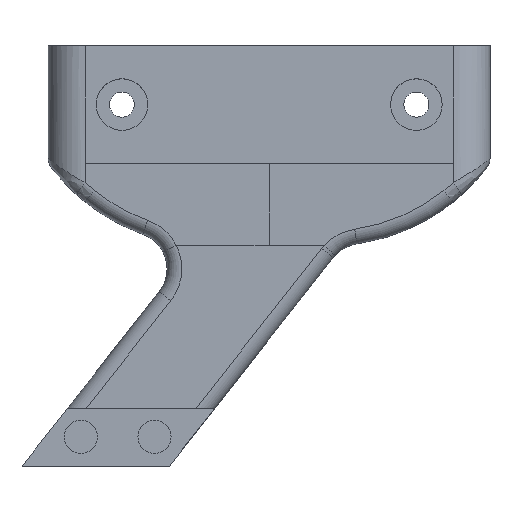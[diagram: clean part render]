
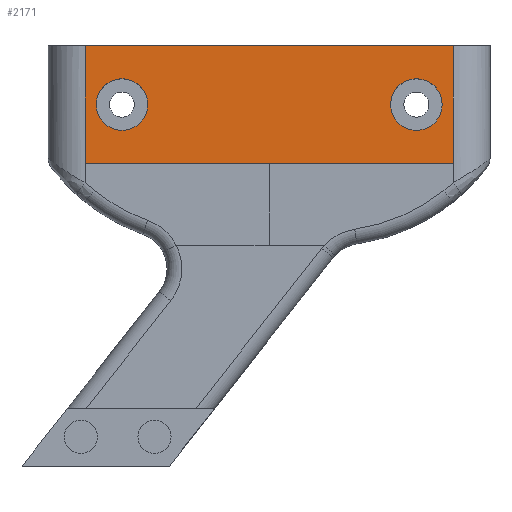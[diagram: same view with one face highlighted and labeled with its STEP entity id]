
A CAD part, top view. The second image highlights one B-rep face of the part: STEP entity #2171.
In plain terms, the highlighted planar face has unit normal (0, 0, 1).
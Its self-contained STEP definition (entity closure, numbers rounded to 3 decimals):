
#469 = PLANE('',#470);
#470 = AXIS2_PLACEMENT_3D('',#471,#472,#473);
#471 = CARTESIAN_POINT('',(13.23,-20.486,10.));
#472 = DIRECTION('',(0.,0.,1.));
#473 = DIRECTION('',(0.,1.,0.));
#781 = CYLINDRICAL_SURFACE('',#782,5.);
#782 = AXIS2_PLACEMENT_3D('',#783,#784,#785);
#783 = CARTESIAN_POINT('',(25.,0.,5.));
#784 = DIRECTION('',(0.,-1.,0.));
#785 = DIRECTION('',(1.,0.,0.));
#1159 = VERTEX_POINT('',#1160);
#1160 = CARTESIAN_POINT('',(25.,-16.,10.));
#1180 = EDGE_CURVE('',#1159,#1181,#1183,.T.);
#1181 = VERTEX_POINT('',#1182);
#1182 = CARTESIAN_POINT('',(0.,-16.,10.));
#1183 = SURFACE_CURVE('',#1184,(#1188,#1195),.PCURVE_S1.);
#1184 = LINE('',#1185,#1186);
#1185 = CARTESIAN_POINT('',(30.,-16.,10.));
#1186 = VECTOR('',#1187,1.);
#1187 = DIRECTION('',(-1.,0.,0.));
#1188 = PCURVE('',#469,#1189);
#1189 = DEFINITIONAL_REPRESENTATION('',(#1190),#1194);
#1190 = LINE('',#1191,#1192);
#1191 = CARTESIAN_POINT('',(4.486,-16.77));
#1192 = VECTOR('',#1193,1.);
#1193 = DIRECTION('',(0.,1.));
#1194 = ( GEOMETRIC_REPRESENTATION_CONTEXT(2) 
PARAMETRIC_REPRESENTATION_CONTEXT() REPRESENTATION_CONTEXT('2D SPACE',''
  ) );
#1195 = PCURVE('',#1196,#1201);
#1196 = PLANE('',#1197);
#1197 = AXIS2_PLACEMENT_3D('',#1198,#1199,#1200);
#1198 = CARTESIAN_POINT('',(30.,0.,10.));
#1199 = DIRECTION('',(0.,0.,-1.));
#1200 = DIRECTION('',(-1.,0.,0.));
#1201 = DEFINITIONAL_REPRESENTATION('',(#1202),#1206);
#1202 = LINE('',#1203,#1204);
#1203 = CARTESIAN_POINT('',(0.,-16.));
#1204 = VECTOR('',#1205,1.);
#1205 = DIRECTION('',(1.,0.));
#1206 = ( GEOMETRIC_REPRESENTATION_CONTEXT(2) 
PARAMETRIC_REPRESENTATION_CONTEXT() REPRESENTATION_CONTEXT('2D SPACE',''
  ) );
#1224 = PLANE('',#1225);
#1225 = AXIS2_PLACEMENT_3D('',#1226,#1227,#1228);
#1226 = CARTESIAN_POINT('',(-13.23,-20.486,10.));
#1227 = DIRECTION('',(0.,0.,1.));
#1228 = DIRECTION('',(0.,-1.,0.));
#1579 = PLANE('',#1580);
#1580 = AXIS2_PLACEMENT_3D('',#1581,#1582,#1583);
#1581 = CARTESIAN_POINT('',(0.,0.,5.));
#1582 = DIRECTION('',(0.,1.,0.));
#1583 = DIRECTION('',(0.,0.,1.));
#1623 = VERTEX_POINT('',#1624);
#1624 = CARTESIAN_POINT('',(25.,0.,10.));
#1649 = EDGE_CURVE('',#1623,#1159,#1650,.T.);
#1650 = SURFACE_CURVE('',#1651,(#1655,#1661),.PCURVE_S1.);
#1651 = LINE('',#1652,#1653);
#1652 = CARTESIAN_POINT('',(25.,0.,10.));
#1653 = VECTOR('',#1654,1.);
#1654 = DIRECTION('',(0.,-1.,0.));
#1655 = PCURVE('',#781,#1656);
#1656 = DEFINITIONAL_REPRESENTATION('',(#1657),#1660);
#1657 = B_SPLINE_CURVE_WITH_KNOTS('',1,(#1658,#1659),.UNSPECIFIED.,.F.,
  .F.,(2,2),(0.,16.),.PIECEWISE_BEZIER_KNOTS.);
#1658 = CARTESIAN_POINT('',(1.571,0.));
#1659 = CARTESIAN_POINT('',(1.571,16.));
#1660 = ( GEOMETRIC_REPRESENTATION_CONTEXT(2) 
PARAMETRIC_REPRESENTATION_CONTEXT() REPRESENTATION_CONTEXT('2D SPACE',''
  ) );
#1661 = PCURVE('',#1196,#1662);
#1662 = DEFINITIONAL_REPRESENTATION('',(#1663),#1667);
#1663 = LINE('',#1664,#1665);
#1664 = CARTESIAN_POINT('',(5.,0.));
#1665 = VECTOR('',#1666,1.);
#1666 = DIRECTION('',(0.,-1.));
#1667 = ( GEOMETRIC_REPRESENTATION_CONTEXT(2) 
PARAMETRIC_REPRESENTATION_CONTEXT() REPRESENTATION_CONTEXT('2D SPACE',''
  ) );
#2171 = ADVANCED_FACE('',(#2172,#2247,#2281),#1196,.F.);
#2172 = FACE_BOUND('',#2173,.F.);
#2173 = EDGE_LOOP('',(#2174,#2197,#2198,#2199,#2222));
#2174 = ORIENTED_EDGE('',*,*,#2175,.F.);
#2175 = EDGE_CURVE('',#1623,#2176,#2178,.T.);
#2176 = VERTEX_POINT('',#2177);
#2177 = CARTESIAN_POINT('',(-25.,0.,10.));
#2178 = SURFACE_CURVE('',#2179,(#2183,#2190),.PCURVE_S1.);
#2179 = LINE('',#2180,#2181);
#2180 = CARTESIAN_POINT('',(30.,0.,10.));
#2181 = VECTOR('',#2182,1.);
#2182 = DIRECTION('',(-1.,0.,0.));
#2183 = PCURVE('',#1196,#2184);
#2184 = DEFINITIONAL_REPRESENTATION('',(#2185),#2189);
#2185 = LINE('',#2186,#2187);
#2186 = CARTESIAN_POINT('',(0.,0.));
#2187 = VECTOR('',#2188,1.);
#2188 = DIRECTION('',(1.,0.));
#2189 = ( GEOMETRIC_REPRESENTATION_CONTEXT(2) 
PARAMETRIC_REPRESENTATION_CONTEXT() REPRESENTATION_CONTEXT('2D SPACE',''
  ) );
#2190 = PCURVE('',#1579,#2191);
#2191 = DEFINITIONAL_REPRESENTATION('',(#2192),#2196);
#2192 = LINE('',#2193,#2194);
#2193 = CARTESIAN_POINT('',(5.,30.));
#2194 = VECTOR('',#2195,1.);
#2195 = DIRECTION('',(0.,-1.));
#2196 = ( GEOMETRIC_REPRESENTATION_CONTEXT(2) 
PARAMETRIC_REPRESENTATION_CONTEXT() REPRESENTATION_CONTEXT('2D SPACE',''
  ) );
#2197 = ORIENTED_EDGE('',*,*,#1649,.T.);
#2198 = ORIENTED_EDGE('',*,*,#1180,.T.);
#2199 = ORIENTED_EDGE('',*,*,#2200,.T.);
#2200 = EDGE_CURVE('',#1181,#2201,#2203,.T.);
#2201 = VERTEX_POINT('',#2202);
#2202 = CARTESIAN_POINT('',(-25.,-16.,10.));
#2203 = SURFACE_CURVE('',#2204,(#2208,#2215),.PCURVE_S1.);
#2204 = LINE('',#2205,#2206);
#2205 = CARTESIAN_POINT('',(30.,-16.,10.));
#2206 = VECTOR('',#2207,1.);
#2207 = DIRECTION('',(-1.,0.,0.));
#2208 = PCURVE('',#1196,#2209);
#2209 = DEFINITIONAL_REPRESENTATION('',(#2210),#2214);
#2210 = LINE('',#2211,#2212);
#2211 = CARTESIAN_POINT('',(0.,-16.));
#2212 = VECTOR('',#2213,1.);
#2213 = DIRECTION('',(1.,0.));
#2214 = ( GEOMETRIC_REPRESENTATION_CONTEXT(2) 
PARAMETRIC_REPRESENTATION_CONTEXT() REPRESENTATION_CONTEXT('2D SPACE',''
  ) );
#2215 = PCURVE('',#1224,#2216);
#2216 = DEFINITIONAL_REPRESENTATION('',(#2217),#2221);
#2217 = LINE('',#2218,#2219);
#2218 = CARTESIAN_POINT('',(-4.486,43.23));
#2219 = VECTOR('',#2220,1.);
#2220 = DIRECTION('',(-0.,-1.));
#2221 = ( GEOMETRIC_REPRESENTATION_CONTEXT(2) 
PARAMETRIC_REPRESENTATION_CONTEXT() REPRESENTATION_CONTEXT('2D SPACE',''
  ) );
#2222 = ORIENTED_EDGE('',*,*,#2223,.F.);
#2223 = EDGE_CURVE('',#2176,#2201,#2224,.T.);
#2224 = SURFACE_CURVE('',#2225,(#2229,#2236),.PCURVE_S1.);
#2225 = LINE('',#2226,#2227);
#2226 = CARTESIAN_POINT('',(-25.,0.,10.));
#2227 = VECTOR('',#2228,1.);
#2228 = DIRECTION('',(0.,-1.,0.));
#2229 = PCURVE('',#1196,#2230);
#2230 = DEFINITIONAL_REPRESENTATION('',(#2231),#2235);
#2231 = LINE('',#2232,#2233);
#2232 = CARTESIAN_POINT('',(55.,0.));
#2233 = VECTOR('',#2234,1.);
#2234 = DIRECTION('',(0.,-1.));
#2235 = ( GEOMETRIC_REPRESENTATION_CONTEXT(2) 
PARAMETRIC_REPRESENTATION_CONTEXT() REPRESENTATION_CONTEXT('2D SPACE',''
  ) );
#2236 = PCURVE('',#2237,#2242);
#2237 = CYLINDRICAL_SURFACE('',#2238,5.);
#2238 = AXIS2_PLACEMENT_3D('',#2239,#2240,#2241);
#2239 = CARTESIAN_POINT('',(-25.,0.,5.));
#2240 = DIRECTION('',(0.,-1.,0.));
#2241 = DIRECTION('',(-1.,0.,0.));
#2242 = DEFINITIONAL_REPRESENTATION('',(#2243),#2246);
#2243 = B_SPLINE_CURVE_WITH_KNOTS('',1,(#2244,#2245),.UNSPECIFIED.,.F.,
  .F.,(2,2),(0.,16.),.PIECEWISE_BEZIER_KNOTS.);
#2244 = CARTESIAN_POINT('',(-1.571,0.));
#2245 = CARTESIAN_POINT('',(-1.571,16.));
#2246 = ( GEOMETRIC_REPRESENTATION_CONTEXT(2) 
PARAMETRIC_REPRESENTATION_CONTEXT() REPRESENTATION_CONTEXT('2D SPACE',''
  ) );
#2247 = FACE_BOUND('',#2248,.F.);
#2248 = EDGE_LOOP('',(#2249));
#2249 = ORIENTED_EDGE('',*,*,#2250,.T.);
#2250 = EDGE_CURVE('',#2251,#2251,#2253,.T.);
#2251 = VERTEX_POINT('',#2252);
#2252 = CARTESIAN_POINT('',(16.5,-8.,10.));
#2253 = SURFACE_CURVE('',#2254,(#2259,#2270),.PCURVE_S1.);
#2254 = CIRCLE('',#2255,3.5);
#2255 = AXIS2_PLACEMENT_3D('',#2256,#2257,#2258);
#2256 = CARTESIAN_POINT('',(20.,-8.,10.));
#2257 = DIRECTION('',(0.,0.,1.));
#2258 = DIRECTION('',(-1.,0.,0.));
#2259 = PCURVE('',#1196,#2260);
#2260 = DEFINITIONAL_REPRESENTATION('',(#2261),#2269);
#2261 = ( BOUNDED_CURVE() B_SPLINE_CURVE(2,(#2262,#2263,#2264,#2265,
#2266,#2267,#2268),.UNSPECIFIED.,.T.,.F.) B_SPLINE_CURVE_WITH_KNOTS((1,2
    ,2,2,2,1),(-2.094,0.,2.094,4.189,
6.283,8.378),.UNSPECIFIED.) CURVE() 
GEOMETRIC_REPRESENTATION_ITEM() RATIONAL_B_SPLINE_CURVE((1.,0.5,1.,0.5,
1.,0.5,1.)) REPRESENTATION_ITEM('') );
#2262 = CARTESIAN_POINT('',(13.5,-8.));
#2263 = CARTESIAN_POINT('',(13.5,-14.062));
#2264 = CARTESIAN_POINT('',(8.25,-11.031));
#2265 = CARTESIAN_POINT('',(3.,-8.));
#2266 = CARTESIAN_POINT('',(8.25,-4.969));
#2267 = CARTESIAN_POINT('',(13.5,-1.938));
#2268 = CARTESIAN_POINT('',(13.5,-8.));
#2269 = ( GEOMETRIC_REPRESENTATION_CONTEXT(2) 
PARAMETRIC_REPRESENTATION_CONTEXT() REPRESENTATION_CONTEXT('2D SPACE',''
  ) );
#2270 = PCURVE('',#2271,#2276);
#2271 = CYLINDRICAL_SURFACE('',#2272,3.5);
#2272 = AXIS2_PLACEMENT_3D('',#2273,#2274,#2275);
#2273 = CARTESIAN_POINT('',(20.,-8.,10.));
#2274 = DIRECTION('',(0.,0.,1.));
#2275 = DIRECTION('',(-1.,0.,0.));
#2276 = DEFINITIONAL_REPRESENTATION('',(#2277),#2280);
#2277 = B_SPLINE_CURVE_WITH_KNOTS('',1,(#2278,#2279),.UNSPECIFIED.,.F.,
  .F.,(2,2),(0.,6.283),.PIECEWISE_BEZIER_KNOTS.);
#2278 = CARTESIAN_POINT('',(0.,0.));
#2279 = CARTESIAN_POINT('',(6.283,0.));
#2280 = ( GEOMETRIC_REPRESENTATION_CONTEXT(2) 
PARAMETRIC_REPRESENTATION_CONTEXT() REPRESENTATION_CONTEXT('2D SPACE',''
  ) );
#2281 = FACE_BOUND('',#2282,.F.);
#2282 = EDGE_LOOP('',(#2283));
#2283 = ORIENTED_EDGE('',*,*,#2284,.T.);
#2284 = EDGE_CURVE('',#2285,#2285,#2287,.T.);
#2285 = VERTEX_POINT('',#2286);
#2286 = CARTESIAN_POINT('',(-23.5,-8.,10.));
#2287 = SURFACE_CURVE('',#2288,(#2293,#2304),.PCURVE_S1.);
#2288 = CIRCLE('',#2289,3.5);
#2289 = AXIS2_PLACEMENT_3D('',#2290,#2291,#2292);
#2290 = CARTESIAN_POINT('',(-20.,-8.,10.));
#2291 = DIRECTION('',(0.,0.,1.));
#2292 = DIRECTION('',(-1.,0.,0.));
#2293 = PCURVE('',#1196,#2294);
#2294 = DEFINITIONAL_REPRESENTATION('',(#2295),#2303);
#2295 = ( BOUNDED_CURVE() B_SPLINE_CURVE(2,(#2296,#2297,#2298,#2299,
#2300,#2301,#2302),.UNSPECIFIED.,.T.,.F.) B_SPLINE_CURVE_WITH_KNOTS((1,2
    ,2,2,2,1),(-2.094,0.,2.094,4.189,
6.283,8.378),.UNSPECIFIED.) CURVE() 
GEOMETRIC_REPRESENTATION_ITEM() RATIONAL_B_SPLINE_CURVE((1.,0.5,1.,0.5,
1.,0.5,1.)) REPRESENTATION_ITEM('') );
#2296 = CARTESIAN_POINT('',(53.5,-8.));
#2297 = CARTESIAN_POINT('',(53.5,-14.062));
#2298 = CARTESIAN_POINT('',(48.25,-11.031));
#2299 = CARTESIAN_POINT('',(43.,-8.));
#2300 = CARTESIAN_POINT('',(48.25,-4.969));
#2301 = CARTESIAN_POINT('',(53.5,-1.938));
#2302 = CARTESIAN_POINT('',(53.5,-8.));
#2303 = ( GEOMETRIC_REPRESENTATION_CONTEXT(2) 
PARAMETRIC_REPRESENTATION_CONTEXT() REPRESENTATION_CONTEXT('2D SPACE',''
  ) );
#2304 = PCURVE('',#2305,#2310);
#2305 = CYLINDRICAL_SURFACE('',#2306,3.5);
#2306 = AXIS2_PLACEMENT_3D('',#2307,#2308,#2309);
#2307 = CARTESIAN_POINT('',(-20.,-8.,10.));
#2308 = DIRECTION('',(0.,0.,1.));
#2309 = DIRECTION('',(-1.,0.,0.));
#2310 = DEFINITIONAL_REPRESENTATION('',(#2311),#2314);
#2311 = B_SPLINE_CURVE_WITH_KNOTS('',1,(#2312,#2313),.UNSPECIFIED.,.F.,
  .F.,(2,2),(0.,6.283),.PIECEWISE_BEZIER_KNOTS.);
#2312 = CARTESIAN_POINT('',(0.,0.));
#2313 = CARTESIAN_POINT('',(6.283,0.));
#2314 = ( GEOMETRIC_REPRESENTATION_CONTEXT(2) 
PARAMETRIC_REPRESENTATION_CONTEXT() REPRESENTATION_CONTEXT('2D SPACE',''
  ) );
